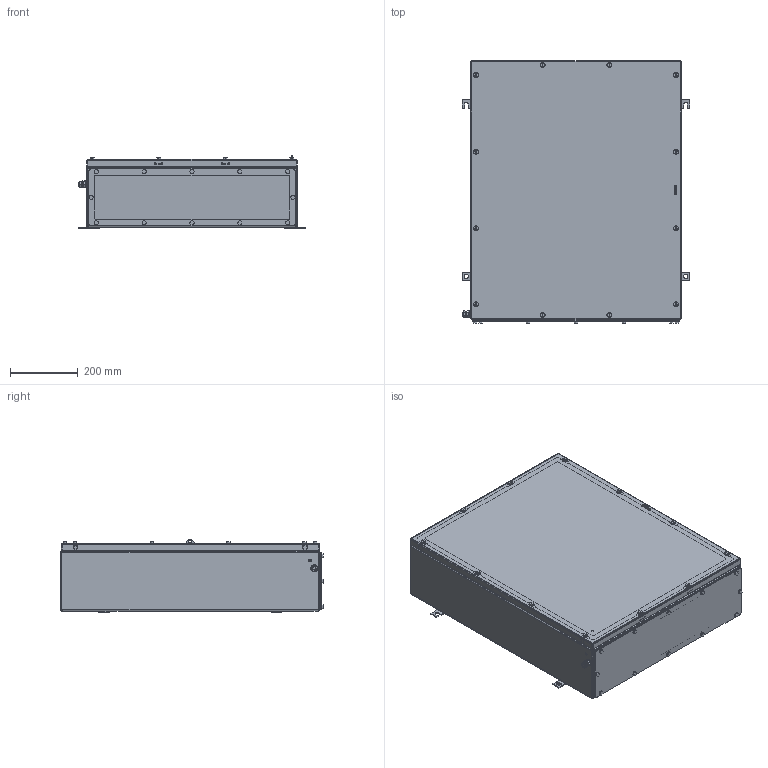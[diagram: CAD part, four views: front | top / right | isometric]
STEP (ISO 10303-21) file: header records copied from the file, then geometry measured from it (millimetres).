
FILE_DESCRIPTION(('CATIA V5 STEP Exchange','CAx-IF Rec.Pracs.--- Model Styling and Organization---1.4--- 2014-01-23'),'2;1');
FILE_NAME ('1523485-3_1_8000108872_8000108872 KTB MH 766220 S4E1.stp','2024-01-22T08:16:39+00:00',('none'),('Weidmueller'),'CATIA Version 5-6 Release 2016 SP3 HF44','CATIA V5 STEP AP214','none');
FILE_SCHEMA(('AUTOMOTIVE_DESIGN { 1 0 10303 214 1 1 1 1 }'));
Products named in the file (1): 8000108872 KTB MH 766220 S4E1
Bounding box: 671 x 773 x 215 mm (x, y, z)
Volume: 2914179.8 mm3; surface area: 3521566.4 mm2
Topology: 58 solids, 58 shells, 2607 faces, 6770 edges, 4347 vertices
Faces by surface type: plane 1324, cylinder 949, cone 194, bspline 112, torus 20, sphere 8
Entity records: 92501 total; most frequent: CARTESIAN_POINT 28923, ORIENTED_EDGE 13384, DIRECTION 10522, EDGE_CURVE 6692, VERTEX_POINT 4347, VECTOR 4100, LINE 4100, AXIS2_PLACEMENT_3D 3963
